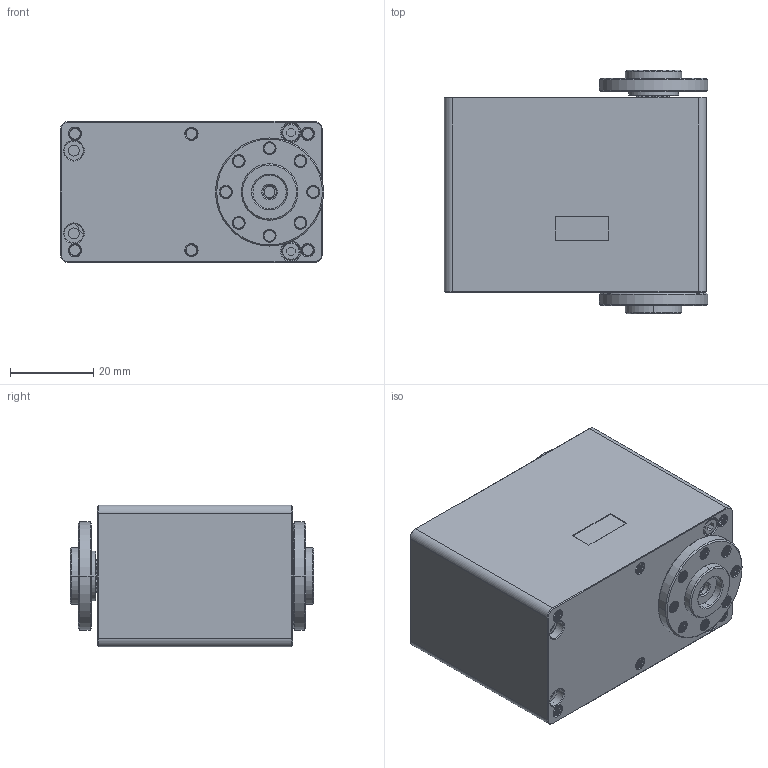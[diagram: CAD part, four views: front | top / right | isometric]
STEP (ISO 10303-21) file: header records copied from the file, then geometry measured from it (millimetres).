
FILE_DESCRIPTION (( 'STEP AP203' ), '1' );
FILE_NAME ('貌黹儔 100kg嗆儂 - 3D.STEP', '2024-04-22T09:02:22', ( 'Windows 蚚誧' ), ( '' ), 'SwSTEP 2.0', 'SolidWorks 2021', '' );
FILE_SCHEMA (( 'CONFIG_CONTROL_DESIGN' ));
Products named in the file (1): 貌黹儔 100kg嗆儂 - 3D
Bounding box: 63.3 x 58.6 x 34 mm (x, y, z)
Volume: 101341.1 mm3; surface area: 23211.9 mm2
Topology: 3 solids, 14 shells, 1201 faces, 3337 edges, 2209 vertices
Faces by surface type: cylinder 562, plane 252, cone 202, bspline 173, torus 12
Entity records: 69818 total; most frequent: CARTESIAN_POINT 40808, ORIENTED_EDGE 6674, DIRECTION 5182, EDGE_CURVE 3337, VERTEX_POINT 2209, AXIS2_PLACEMENT_3D 2012, EDGE_LOOP 1296, ADVANCED_FACE 1201
